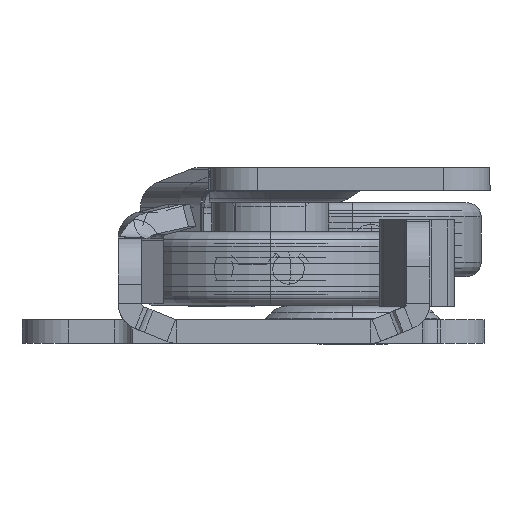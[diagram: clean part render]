
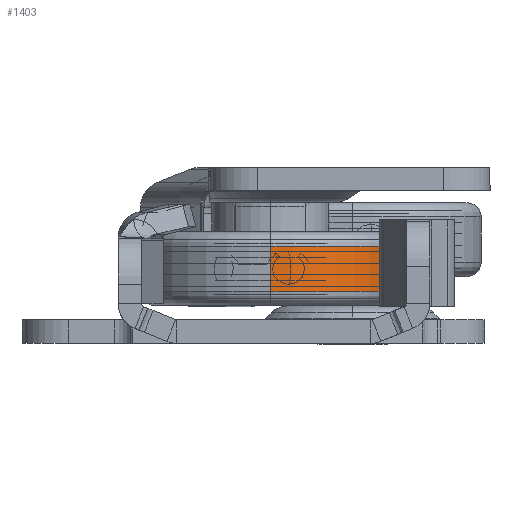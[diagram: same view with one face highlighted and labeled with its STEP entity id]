
A CAD part, left-side view. The second image highlights one B-rep face of the part: STEP entity #1403.
In plain terms, the highlighted cylindrical face has radius 11 mm (diameter 22 mm), a partial arc.
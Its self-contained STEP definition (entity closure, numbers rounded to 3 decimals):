
#912 = AXIS2_PLACEMENT_3D ( 'NONE', #20881, #21217, #3846 ) ;
#1394 = VERTEX_POINT ( 'NONE', #21603 ) ;
#1403 = ADVANCED_FACE ( 'NONE', ( #21830 ), #11095, .T. ) ;
#2379 = AXIS2_PLACEMENT_3D ( 'NONE', #6351, #20411, #9669 ) ;
#3025 = DIRECTION ( 'NONE',  ( 0., 0., 1. ) ) ;
#3846 = DIRECTION ( 'NONE',  ( 0., 0., 1. ) ) ;
#4922 = VECTOR ( 'NONE', #13315, 1000. ) ;
#5036 = EDGE_CURVE ( 'NONE', #15088, #15588, #9295, .T. ) ;
#5348 = ORIENTED_EDGE ( 'NONE', *, *, #18910, .F. ) ;
#6183 = CARTESIAN_POINT ( 'NONE',  ( 0., 0., 11. ) ) ;
#6351 = CARTESIAN_POINT ( 'NONE',  ( 1.2, 0., 0. ) ) ;
#6584 = VECTOR ( 'NONE', #14438, 1000. ) ;
#7641 = CARTESIAN_POINT ( 'NONE',  ( 1.2, 0., 11. ) ) ;
#9295 = LINE ( 'NONE', #6183, #6584 ) ;
#9669 = DIRECTION ( 'NONE',  ( 0., 0., 1. ) ) ;
#9974 = EDGE_LOOP ( 'NONE', ( #10666, #13252, #5348, #14909 ) ) ;
#10666 = ORIENTED_EDGE ( 'NONE', *, *, #19438, .T. ) ;
#10744 = CIRCLE ( 'NONE', #2379, 11. ) ;
#10849 = CARTESIAN_POINT ( 'NONE',  ( 5.1, 0., 11. ) ) ;
#11095 = CYLINDRICAL_SURFACE ( 'NONE', #12972, 11. ) ;
#11736 = CARTESIAN_POINT ( 'NONE',  ( 0., 0., 0. ) ) ;
#12972 = AXIS2_PLACEMENT_3D ( 'NONE', #11736, #18729, #3025 ) ;
#13252 = ORIENTED_EDGE ( 'NONE', *, *, #21538, .T. ) ;
#13315 = DIRECTION ( 'NONE',  ( -1., 0., 0. ) ) ;
#13360 = CIRCLE ( 'NONE', #912, 11. ) ;
#14438 = DIRECTION ( 'NONE',  ( -1., 0., 0. ) ) ;
#14909 = ORIENTED_EDGE ( 'NONE', *, *, #5036, .F. ) ;
#15088 = VERTEX_POINT ( 'NONE', #10849 ) ;
#15588 = VERTEX_POINT ( 'NONE', #7641 ) ;
#16533 = LINE ( 'NONE', #21651, #4922 ) ;
#18729 = DIRECTION ( 'NONE',  ( -1., 0., 0. ) ) ;
#18806 = CARTESIAN_POINT ( 'NONE',  ( 1.2, 0., -11. ) ) ;
#18910 = EDGE_CURVE ( 'NONE', #15588, #21650, #10744, .T. ) ;
#19438 = EDGE_CURVE ( 'NONE', #15088, #1394, #13360, .T. ) ;
#20411 = DIRECTION ( 'NONE',  ( -1., 0., 0. ) ) ;
#20881 = CARTESIAN_POINT ( 'NONE',  ( 5.1, 0., 0. ) ) ;
#21217 = DIRECTION ( 'NONE',  ( -1., 0., 0. ) ) ;
#21538 = EDGE_CURVE ( 'NONE', #1394, #21650, #16533, .T. ) ;
#21603 = CARTESIAN_POINT ( 'NONE',  ( 5.1, 0., -11. ) ) ;
#21650 = VERTEX_POINT ( 'NONE', #18806 ) ;
#21651 = CARTESIAN_POINT ( 'NONE',  ( 0., 0., -11. ) ) ;
#21830 = FACE_OUTER_BOUND ( 'NONE', #9974, .T. ) ;
